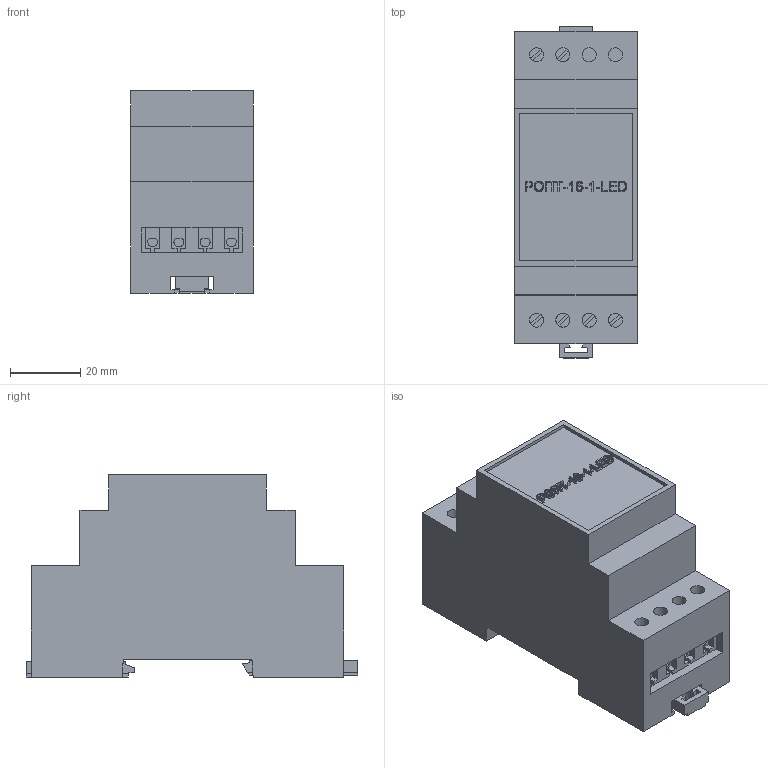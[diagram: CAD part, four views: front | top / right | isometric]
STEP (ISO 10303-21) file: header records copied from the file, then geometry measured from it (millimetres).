
FILE_DESCRIPTION(('STEP AP214'), '1');
FILE_NAME('倛玾-16-1-LED', '', ('UNSPECIFIED'), ('UNSPECIFIED'), 'ASCON STEP Converter 1.3', 'ASCON Math Kernel', '');
FILE_SCHEMA(('AUTOMOTIVE_DESIGN { 1 0 10303 214 3 1 1}'));
Length unit declared in the file: millimetre
Bounding box: 35 x 94.7 x 57.79 mm (x, y, z)
Volume: 37490.2 mm3; surface area: 41490.7 mm2
Topology: 2 solids, 5 shells, 619 faces, 1715 edges, 1142 vertices
Faces by surface type: plane 354, cylinder 265
Full cylindrical faces by diameter (mm): 4 x10
Entity records: 24853 total; most frequent: DIRECTION 3507, CARTESIAN_POINT 3467, ORIENTED_EDGE 3410, EDGE_CURVE 1705, AXIS2_PLACEMENT_3D 1182, LINE 1143, VECTOR 1143, VERTEX_POINT 1142
